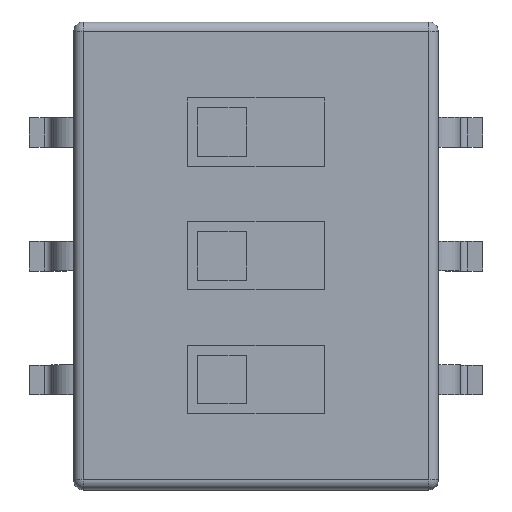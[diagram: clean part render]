
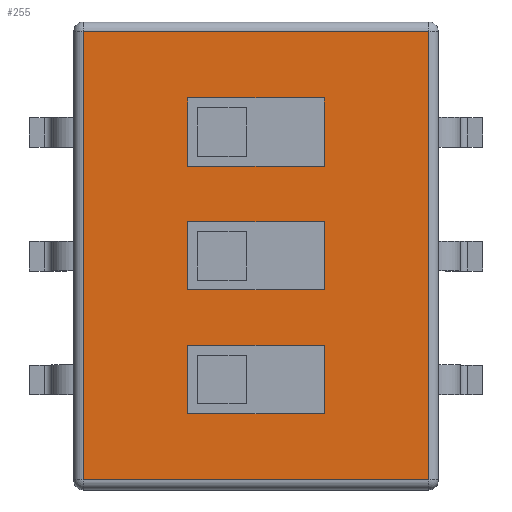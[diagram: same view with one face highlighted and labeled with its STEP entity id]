
A CAD part, top view. The second image highlights one B-rep face of the part: STEP entity #255.
In plain terms, the highlighted planar face has unit normal (0, 0, 1).
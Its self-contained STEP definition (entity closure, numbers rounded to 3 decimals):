
#13=DIRECTION('',(0.,0.,1.));
#14=DIRECTION('',(1.,0.,0.));
#73=VECTOR('',#74,1.);
#74=DIRECTION('',(0.,1.,0.));
#98=DIRECTION('',(-1.,0.,0.));
#141=VERTEX_POINT('',#142);
#142=CARTESIAN_POINT('',(-3.545,-4.6,4.45));
#147=EDGE_CURVE('',#141,#148,#150,.T.);
#148=VERTEX_POINT('',#149);
#149=CARTESIAN_POINT('',(-3.545,4.6,4.45));
#150=LINE('',#151,#73);
#151=CARTESIAN_POINT('',(-3.545,-4.8,4.45));
#211=VECTOR('',#14,1.);
#255=ADVANCED_FACE('',(#256,#275,#302,#328),#354,.T.);
#256=FACE_BOUND('',#257,.T.);
#257=EDGE_LOOP('',(#258,#259,#265,#271));
#258=ORIENTED_EDGE('',*,*,#147,.F.);
#259=ORIENTED_EDGE('',*,*,#260,.T.);
#260=EDGE_CURVE('',#141,#261,#263,.T.);
#261=VERTEX_POINT('',#262);
#262=CARTESIAN_POINT('',(3.545,-4.6,4.45));
#263=LINE('',#264,#211);
#264=CARTESIAN_POINT('',(-3.745,-4.6,4.45));
#265=ORIENTED_EDGE('',*,*,#266,.T.);
#266=EDGE_CURVE('',#261,#267,#269,.T.);
#267=VERTEX_POINT('',#268);
#268=CARTESIAN_POINT('',(3.545,4.6,4.45));
#269=LINE('',#270,#73);
#270=CARTESIAN_POINT('',(3.545,-4.8,4.45));
#271=ORIENTED_EDGE('',*,*,#272,.F.);
#272=EDGE_CURVE('',#148,#267,#273,.T.);
#273=LINE('',#274,#211);
#274=CARTESIAN_POINT('',(-3.745,4.6,4.45));
#275=FACE_BOUND('',#276,.T.);
#276=EDGE_LOOP('',(#277,#286,#292,#298));
#277=ORIENTED_EDGE('',*,*,#278,.T.);
#278=EDGE_CURVE('',#279,#281,#283,.T.);
#279=VERTEX_POINT('',#280);
#280=CARTESIAN_POINT('',(1.4,-3.24,4.45));
#281=VERTEX_POINT('',#282);
#282=CARTESIAN_POINT('',(-1.4,-3.24,4.45));
#283=LINE('',#284,#285);
#284=CARTESIAN_POINT('',(-2.573,-3.24,4.45));
#285=VECTOR('',#98,1.);
#286=ORIENTED_EDGE('',*,*,#287,.T.);
#287=EDGE_CURVE('',#281,#288,#290,.T.);
#288=VERTEX_POINT('',#289);
#289=CARTESIAN_POINT('',(-1.4,-1.84,4.45));
#290=LINE('',#291,#73);
#291=CARTESIAN_POINT('',(-1.4,-4.02,4.45));
#292=ORIENTED_EDGE('',*,*,#293,.F.);
#293=EDGE_CURVE('',#294,#288,#296,.T.);
#294=VERTEX_POINT('',#295);
#295=CARTESIAN_POINT('',(1.4,-1.84,4.45));
#296=LINE('',#297,#285);
#297=CARTESIAN_POINT('',(-2.573,-1.84,4.45));
#298=ORIENTED_EDGE('',*,*,#299,.F.);
#299=EDGE_CURVE('',#279,#294,#300,.T.);
#300=LINE('',#301,#73);
#301=CARTESIAN_POINT('',(1.4,-4.02,4.45));
#302=FACE_BOUND('',#303,.T.);
#303=EDGE_LOOP('',(#304,#312,#318,#324));
#304=ORIENTED_EDGE('',*,*,#305,.T.);
#305=EDGE_CURVE('',#306,#308,#310,.T.);
#306=VERTEX_POINT('',#307);
#307=CARTESIAN_POINT('',(1.4,-0.7,4.45));
#308=VERTEX_POINT('',#309);
#309=CARTESIAN_POINT('',(-1.4,-0.7,4.45));
#310=LINE('',#311,#285);
#311=CARTESIAN_POINT('',(-2.573,-0.7,4.45));
#312=ORIENTED_EDGE('',*,*,#313,.T.);
#313=EDGE_CURVE('',#308,#314,#316,.T.);
#314=VERTEX_POINT('',#315);
#315=CARTESIAN_POINT('',(-1.4,0.7,4.45));
#316=LINE('',#317,#73);
#317=CARTESIAN_POINT('',(-1.4,-2.75,4.45));
#318=ORIENTED_EDGE('',*,*,#319,.F.);
#319=EDGE_CURVE('',#320,#314,#322,.T.);
#320=VERTEX_POINT('',#321);
#321=CARTESIAN_POINT('',(1.4,0.7,4.45));
#322=LINE('',#323,#285);
#323=CARTESIAN_POINT('',(-2.573,0.7,4.45));
#324=ORIENTED_EDGE('',*,*,#325,.F.);
#325=EDGE_CURVE('',#306,#320,#326,.T.);
#326=LINE('',#327,#73);
#327=CARTESIAN_POINT('',(1.4,-2.75,4.45));
#328=FACE_BOUND('',#329,.T.);
#329=EDGE_LOOP('',(#330,#338,#344,#350));
#330=ORIENTED_EDGE('',*,*,#331,.T.);
#331=EDGE_CURVE('',#332,#334,#336,.T.);
#332=VERTEX_POINT('',#333);
#333=CARTESIAN_POINT('',(1.4,1.84,4.45));
#334=VERTEX_POINT('',#335);
#335=CARTESIAN_POINT('',(-1.4,1.84,4.45));
#336=LINE('',#337,#285);
#337=CARTESIAN_POINT('',(-2.573,1.84,4.45));
#338=ORIENTED_EDGE('',*,*,#339,.T.);
#339=EDGE_CURVE('',#334,#340,#342,.T.);
#340=VERTEX_POINT('',#341);
#341=CARTESIAN_POINT('',(-1.4,3.24,4.45));
#342=LINE('',#343,#73);
#343=CARTESIAN_POINT('',(-1.4,-1.48,4.45));
#344=ORIENTED_EDGE('',*,*,#345,.F.);
#345=EDGE_CURVE('',#346,#340,#348,.T.);
#346=VERTEX_POINT('',#347);
#347=CARTESIAN_POINT('',(1.4,3.24,4.45));
#348=LINE('',#349,#285);
#349=CARTESIAN_POINT('',(-2.573,3.24,4.45));
#350=ORIENTED_EDGE('',*,*,#351,.F.);
#351=EDGE_CURVE('',#332,#346,#352,.T.);
#352=LINE('',#353,#73);
#353=CARTESIAN_POINT('',(1.4,-1.48,4.45));
#354=PLANE('',#355);
#355=AXIS2_PLACEMENT_3D('',#356,#13,#14);
#356=CARTESIAN_POINT('',(-3.745,-4.8,4.45));
